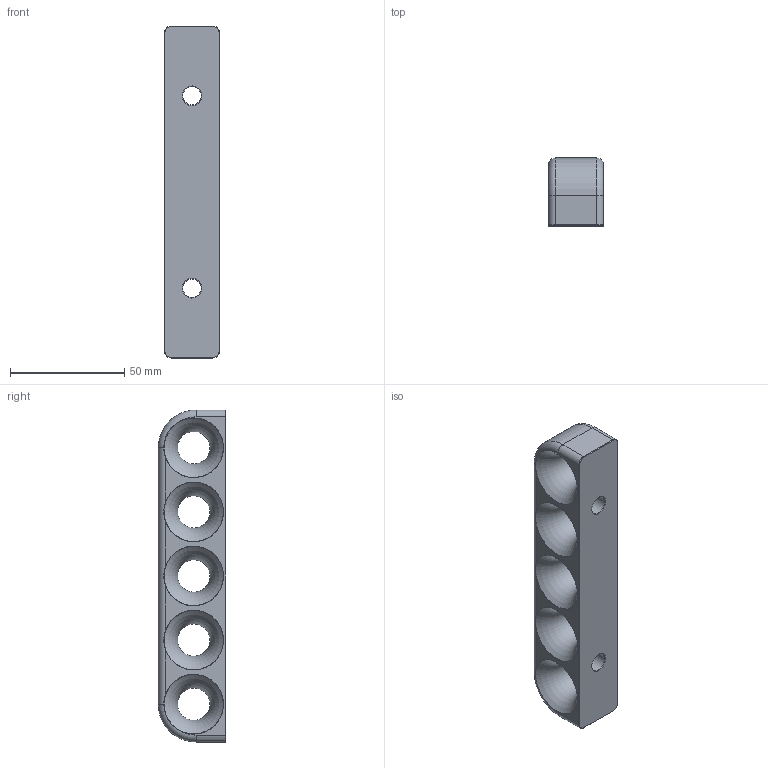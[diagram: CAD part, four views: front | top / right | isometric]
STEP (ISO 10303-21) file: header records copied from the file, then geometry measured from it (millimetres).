
FILE_DESCRIPTION(/* description */ (''),/* implementation_level */ '2;1');
FILE_NAME(/* name */ 'R5.14.stp',/* time_stamp */ '2020-11-03T09:18:09+01:00',/* author */ ('lucade'),/* organization */ (''),/* preprocessor_version */ 'ST-DEVELOPER v18.1',/* originating_system */ 'Autodesk Inventor 2021',/* authorisation */ '');
FILE_SCHEMA (('AUTOMOTIVE_DESIGN { 1 0 10303 214 3 1 1 }'));
Length unit declared in the file: millimetre
Products named in the file (1): 20110304
Bounding box: 24 x 29.5 x 145 mm (x, y, z)
Volume: 65206 mm3; surface area: 19911.1 mm2
Topology: 1 solids, 1 shells, 83 faces, 209 edges, 124 vertices
Faces by surface type: torus 31, cylinder 20, bspline 14, plane 12, cone 6
Full cylindrical faces by diameter (mm): 8 x2, 8.2 x2, 9.8 x2, 10 x2
Entity records: 2867 total; most frequent: CARTESIAN_POINT 807, DIRECTION 458, ORIENTED_EDGE 418, EDGE_CURVE 209, AXIS2_PLACEMENT_3D 207, CIRCLE 137, VERTEX_POINT 124, EDGE_LOOP 93
